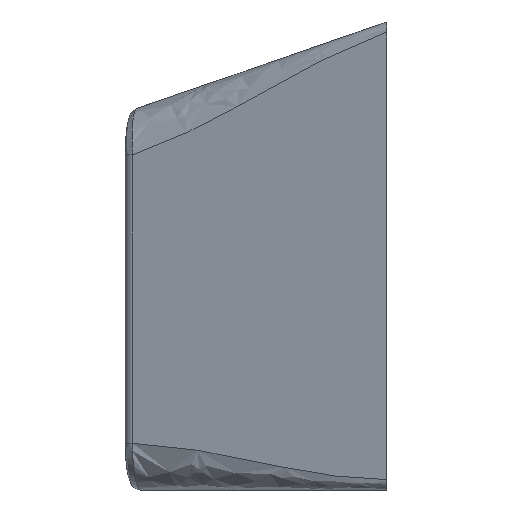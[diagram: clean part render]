
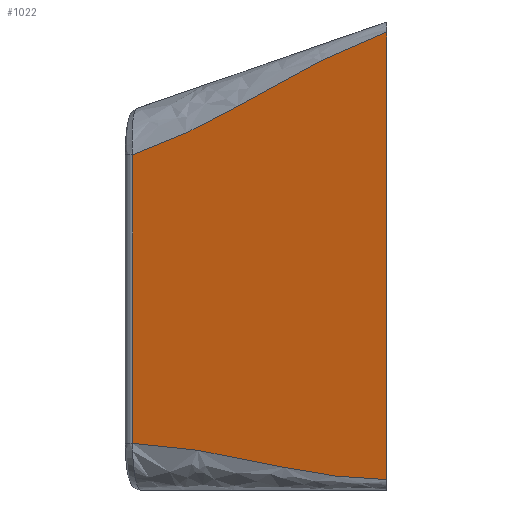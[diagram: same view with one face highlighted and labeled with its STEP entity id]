
A CAD part, left-side view. The second image highlights one B-rep face of the part: STEP entity #1022.
In plain terms, the highlighted planar face has unit normal (-0.959, 0.284, 0).
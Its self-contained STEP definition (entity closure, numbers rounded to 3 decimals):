
#713=EDGE_CURVE('',#714,#716,#718,.F.);
#714=VERTEX_POINT('',#715);
#715=CARTESIAN_POINT('',(0.0,0.0,-0.384));
#716=VERTEX_POINT('',#717);
#717=CARTESIAN_POINT('',(0.0,0.0,-17.6));
#718=LINE('',#719,#720);
#719=CARTESIAN_POINT('',(0.0,0.0,0.0));
#720=VECTOR('',#721,1.0);
#721=DIRECTION('',(0.0,0.0,1.0));
#1022=ADVANCED_FACE('',(#1023),#1062,.F.);
#1023=FACE_BOUND('',#1024,.T.);
#1024=EDGE_LOOP('',(#1025,#1040,#1048,#1061));
#1025=ORIENTED_EDGE('',*,*,#1026,.T.);
#1026=EDGE_CURVE('',#714,#1027,#1029,.T.);
#1027=VERTEX_POINT('',#1028);
#1028=CARTESIAN_POINT('',(2.9,9.78,-5.111));
#1029=B_SPLINE_CURVE_WITH_KNOTS('',3,(#1030,#1031,#1032,#1033,#1034,#1035,#1036,#1037,#1038,#1039),.UNSPECIFIED.,.F.,.U.,(4,3,3,4),(-0.023,0.,0.011,0.035),.UNSPECIFIED.);
#1030=CARTESIAN_POINT('',(-6.326,-21.336,6.996));
#1031=CARTESIAN_POINT('',(-4.228,-14.261,4.549));
#1032=CARTESIAN_POINT('',(-2.13,-7.185,2.102));
#1033=CARTESIAN_POINT('',(-0.033,-0.11,-0.346));
#1034=CARTESIAN_POINT('',(0.967,3.263,-1.513));
#1035=CARTESIAN_POINT('',(1.853,6.251,-3.89));
#1036=CARTESIAN_POINT('',(2.853,9.623,-5.056));
#1037=CARTESIAN_POINT('',(5.0,16.864,-7.561));
#1038=CARTESIAN_POINT('',(7.147,24.104,-10.066));
#1039=CARTESIAN_POINT('',(9.293,31.344,-12.57));
#1040=ORIENTED_EDGE('',*,*,#1041,.T.);
#1041=EDGE_CURVE('',#1027,#1042,#1044,.T.);
#1042=VERTEX_POINT('',#1043);
#1043=CARTESIAN_POINT('',(2.9,9.78,-16.205));
#1044=LINE('',#1045,#1046);
#1045=CARTESIAN_POINT('',(2.9,9.78,0.0));
#1046=VECTOR('',#1047,1.0);
#1047=DIRECTION('',(0.0,0.0,-1.0));
#1048=ORIENTED_EDGE('',*,*,#1049,.T.);
#1049=EDGE_CURVE('',#1042,#716,#1050,.T.);
#1050=B_SPLINE_CURVE_WITH_KNOTS('',3,(#1051,#1052,#1053,#1054,#1055,#1056,#1057,#1058,#1059,#1060),.UNSPECIFIED.,.F.,.U.,(4,3,3,4),(-0.032,-0.011,0.0,0.022),.UNSPECIFIED.);
#1051=CARTESIAN_POINT('',(9.227,31.121,-16.2));
#1052=CARTESIAN_POINT('',(7.152,24.12,-16.2));
#1053=CARTESIAN_POINT('',(5.076,17.119,-16.2));
#1054=CARTESIAN_POINT('',(3.0,10.118,-16.2));
#1055=CARTESIAN_POINT('',(2.0,6.745,-16.2));
#1056=CARTESIAN_POINT('',(1.0,3.373,-17.6));
#1057=CARTESIAN_POINT('',(0.,0.,-17.6));
#1058=CARTESIAN_POINT('',(-2.051,-6.916,-17.6));
#1059=CARTESIAN_POINT('',(-4.101,-13.832,-17.6));
#1060=CARTESIAN_POINT('',(-6.152,-20.748,-17.6));
#1061=ORIENTED_EDGE('',*,*,#713,.F.);
#1062=PLANE('',#1063);
#1063=AXIS2_PLACEMENT_3D('',#1064,#1065,#1066);
#1064=CARTESIAN_POINT('',(0.,0.,0.0));
#1065=DIRECTION('',(0.959,-0.284,0.0));
#1066=DIRECTION('',(0.284,0.959,0.0));
